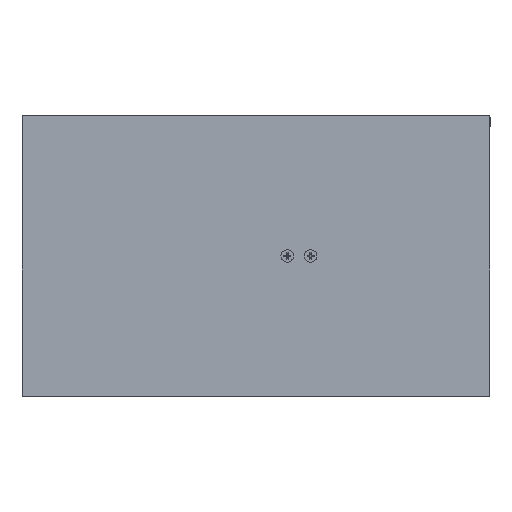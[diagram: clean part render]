
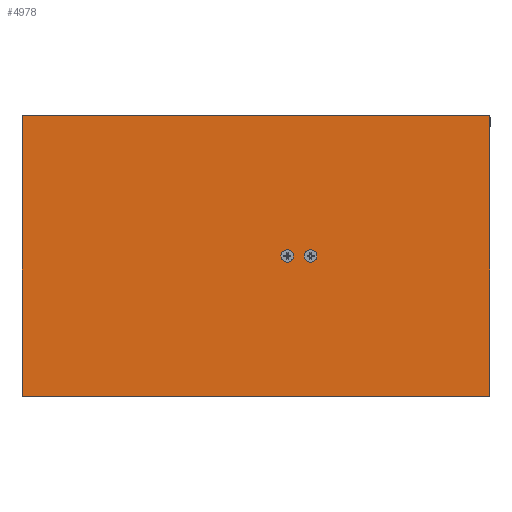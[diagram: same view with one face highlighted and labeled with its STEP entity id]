
A CAD part, top view. The second image highlights one B-rep face of the part: STEP entity #4978.
In plain terms, the highlighted face is planar.
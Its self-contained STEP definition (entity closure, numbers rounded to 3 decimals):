
#533=FACE_BOUND('',#1194,.T.);
#534=FACE_BOUND('',#1195,.T.);
#627=PLANE('',#5564);
#921=FACE_OUTER_BOUND('',#1193,.T.);
#1193=EDGE_LOOP('',(#4577,#4578,#4579,#4580,#4581,#4582,#4583,#4584));
#1194=EDGE_LOOP('',(#4585));
#1195=EDGE_LOOP('',(#4586));
#1567=LINE('',#9002,#2011);
#1570=LINE('',#9008,#2014);
#1571=LINE('',#9012,#2015);
#1572=LINE('',#9016,#2016);
#2011=VECTOR('',#6843,10.);
#2014=VECTOR('',#6848,10.);
#2015=VECTOR('',#6851,10.);
#2016=VECTOR('',#6854,10.);
#2328=CIRCLE('',#5562,1.25);
#2329=CIRCLE('',#5565,1.25);
#2330=CIRCLE('',#5566,1.25);
#2331=CIRCLE('',#5567,1.25);
#2332=CIRCLE('',#5568,4.);
#2333=CIRCLE('',#5569,4.);
#2794=VERTEX_POINT('',#8995);
#2795=VERTEX_POINT('',#8997);
#2796=VERTEX_POINT('',#9001);
#2798=VERTEX_POINT('',#9007);
#2799=VERTEX_POINT('',#9009);
#2800=VERTEX_POINT('',#9011);
#2801=VERTEX_POINT('',#9013);
#2802=VERTEX_POINT('',#9015);
#2803=VERTEX_POINT('',#9018);
#2804=VERTEX_POINT('',#9020);
#3510=EDGE_CURVE('',#2794,#2795,#2328,.T.);
#3512=EDGE_CURVE('',#2795,#2796,#1567,.T.);
#3515=EDGE_CURVE('',#2798,#2794,#1570,.T.);
#3516=EDGE_CURVE('',#2799,#2798,#2329,.T.);
#3517=EDGE_CURVE('',#2800,#2799,#1571,.T.);
#3518=EDGE_CURVE('',#2801,#2800,#2330,.T.);
#3519=EDGE_CURVE('',#2802,#2801,#1572,.T.);
#3520=EDGE_CURVE('',#2796,#2802,#2331,.T.);
#3521=EDGE_CURVE('',#2803,#2803,#2332,.T.);
#3522=EDGE_CURVE('',#2804,#2804,#2333,.T.);
#4577=ORIENTED_EDGE('',*,*,#3510,.F.);
#4578=ORIENTED_EDGE('',*,*,#3515,.F.);
#4579=ORIENTED_EDGE('',*,*,#3516,.F.);
#4580=ORIENTED_EDGE('',*,*,#3517,.F.);
#4581=ORIENTED_EDGE('',*,*,#3518,.F.);
#4582=ORIENTED_EDGE('',*,*,#3519,.F.);
#4583=ORIENTED_EDGE('',*,*,#3520,.F.);
#4584=ORIENTED_EDGE('',*,*,#3512,.F.);
#4585=ORIENTED_EDGE('',*,*,#3521,.T.);
#4586=ORIENTED_EDGE('',*,*,#3522,.T.);
#4978=ADVANCED_FACE('',(#921,#533,#534),#627,.F.);
#5562=AXIS2_PLACEMENT_3D('',#8998,#6838,#6839);
#5564=AXIS2_PLACEMENT_3D('',#9006,#6846,#6847);
#5565=AXIS2_PLACEMENT_3D('',#9010,#6849,#6850);
#5566=AXIS2_PLACEMENT_3D('',#9014,#6852,#6853);
#5567=AXIS2_PLACEMENT_3D('',#9017,#6855,#6856);
#5568=AXIS2_PLACEMENT_3D('',#9019,#6857,#6858);
#5569=AXIS2_PLACEMENT_3D('',#9021,#6859,#6860);
#6838=DIRECTION('center_axis',(0.,0.,1.));
#6839=DIRECTION('ref_axis',(0.707,0.707,0.));
#6843=DIRECTION('',(-1.,0.,0.));
#6846=DIRECTION('center_axis',(0.,0.,1.));
#6847=DIRECTION('ref_axis',(1.,0.,0.));
#6848=DIRECTION('',(0.,1.,0.));
#6849=DIRECTION('center_axis',(0.,0.,1.));
#6850=DIRECTION('ref_axis',(0.707,-0.707,0.));
#6851=DIRECTION('',(1.,0.,0.));
#6852=DIRECTION('center_axis',(0.,0.,1.));
#6853=DIRECTION('ref_axis',(-0.707,-0.707,0.));
#6854=DIRECTION('',(0.,-1.,0.));
#6855=DIRECTION('center_axis',(0.,0.,1.));
#6856=DIRECTION('ref_axis',(-0.707,0.707,0.));
#6857=DIRECTION('center_axis',(0.,0.,1.));
#6858=DIRECTION('ref_axis',(1.,0.,0.));
#6859=DIRECTION('center_axis',(0.,0.,1.));
#6860=DIRECTION('ref_axis',(1.,0.,0.));
#8995=CARTESIAN_POINT('',(150.,88.75,0.));
#8997=CARTESIAN_POINT('',(148.75,90.,0.));
#8998=CARTESIAN_POINT('Origin',(148.75,88.75,0.));
#9001=CARTESIAN_POINT('',(-148.75,90.,0.));
#9002=CARTESIAN_POINT('',(150.,90.,0.));
#9006=CARTESIAN_POINT('Origin',(0.,0.,0.));
#9007=CARTESIAN_POINT('',(150.,-88.75,0.));
#9008=CARTESIAN_POINT('',(150.,-90.,0.));
#9009=CARTESIAN_POINT('',(148.75,-90.,0.));
#9010=CARTESIAN_POINT('Origin',(148.75,-88.75,0.));
#9011=CARTESIAN_POINT('',(-148.75,-90.,0.));
#9012=CARTESIAN_POINT('',(-150.,-90.,0.));
#9013=CARTESIAN_POINT('',(-150.,-88.75,0.));
#9014=CARTESIAN_POINT('Origin',(-148.75,-88.75,0.));
#9015=CARTESIAN_POINT('',(-150.,88.75,0.));
#9016=CARTESIAN_POINT('',(-150.,90.,0.));
#9017=CARTESIAN_POINT('Origin',(-148.75,88.75,0.));
#9018=CARTESIAN_POINT('',(31.,0.,0.));
#9019=CARTESIAN_POINT('Origin',(35.,0.,0.));
#9020=CARTESIAN_POINT('',(16.,0.,0.));
#9021=CARTESIAN_POINT('Origin',(20.,0.,0.));
